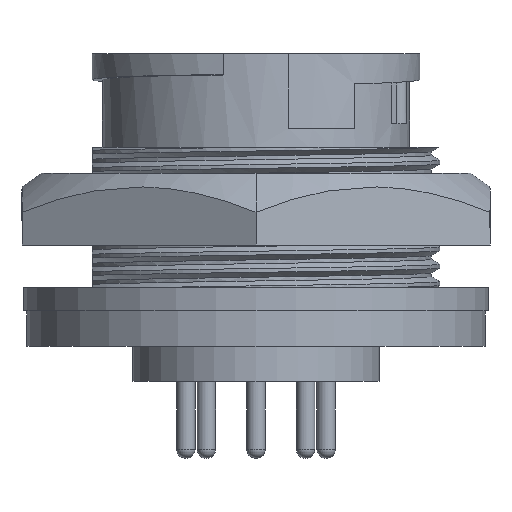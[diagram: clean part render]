
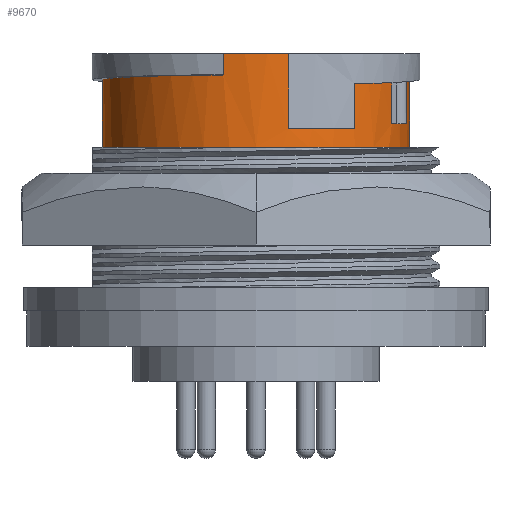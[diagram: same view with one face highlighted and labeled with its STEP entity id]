
A CAD part, front view. The second image highlights one B-rep face of the part: STEP entity #9670.
In plain terms, the highlighted cylindrical face has radius 8.331 mm (diameter 16.662 mm), a partial arc.
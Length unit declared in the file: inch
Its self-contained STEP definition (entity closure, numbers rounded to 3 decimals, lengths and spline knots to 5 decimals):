
#499 = DIRECTION ( 'NONE',  ( -1., 0., 0. ) ) ;
#507 = VERTEX_POINT ( 'NONE', #8084 ) ;
#638 = CIRCLE ( 'NONE', #14490, 0.328 ) ;
#1173 = DIRECTION ( 'NONE',  ( 0., 0., 1. ) ) ;
#1212 = AXIS2_PLACEMENT_3D ( 'NONE', #20056, #10284, #499 ) ;
#1653 = DIRECTION ( 'NONE',  ( 0., 0., 1. ) ) ;
#1831 = CARTESIAN_POINT ( 'NONE',  ( 0.30848, -0.11148, -0.0593 ) ) ;
#2073 = CARTESIAN_POINT ( 'NONE',  ( -0.22713, -0.28612, -0.04681 ) ) ;
#2695 = CARTESIAN_POINT ( 'NONE',  ( 0.07, -0.32044, 0. ) ) ;
#2750 = CARTESIAN_POINT ( 'NONE',  ( 0.21, -0.25196, -0.16 ) ) ;
#2751 = ORIENTED_EDGE ( 'NONE', *, *, #17070, .T. ) ;
#2804 = AXIS2_PLACEMENT_3D ( 'NONE', #9751, #6529, #21173 ) ;
#2819 = CARTESIAN_POINT ( 'NONE',  ( 0., 0., 0. ) ) ;
#2900 = ORIENTED_EDGE ( 'NONE', *, *, #15212, .F. ) ;
#2981 = EDGE_LOOP ( 'NONE', ( #9341, #2751, #18809, #5434, #13724, #8351, #15107, #8919, #15800, #7461, #11919, #11441, #19340, #2900 ) ) ;
#3034 = LINE ( 'NONE', #3581, #15605 ) ;
#3118 = VERTEX_POINT ( 'NONE', #5250 ) ;
#3581 = CARTESIAN_POINT ( 'NONE',  ( 0.328, 0., -0.2 ) ) ;
#3837 = DIRECTION ( 'NONE',  ( 0., 0., 1. ) ) ;
#3876 = VERTEX_POINT ( 'NONE', #7486 ) ;
#3916 = CARTESIAN_POINT ( 'NONE',  ( -0.07, -0.32044, -0.79679 ) ) ;
#4111 = VECTOR ( 'NONE', #1173, 39.37008 ) ;
#4118 = VERTEX_POINT ( 'NONE', #5332 ) ;
#4211 = VERTEX_POINT ( 'NONE', #1831 ) ;
#4311 = VERTEX_POINT ( 'NONE', #15078 ) ;
#4392 = DIRECTION ( 'NONE',  ( 0., 0., 1. ) ) ;
#4472 = DIRECTION ( 'NONE',  ( 1., 0., 0. ) ) ;
#4638 = VERTEX_POINT ( 'NONE', #12950 ) ;
#4848 = VECTOR ( 'NONE', #15378, 39.37008 ) ;
#5096 = VERTEX_POINT ( 'NONE', #5861 ) ;
#5166 = LINE ( 'NONE', #10980, #4111 ) ;
#5241 = DIRECTION ( 'NONE',  ( 0., 0., 1. ) ) ;
#5250 = CARTESIAN_POINT ( 'NONE',  ( -0.07, -0.32044, 0. ) ) ;
#5332 = CARTESIAN_POINT ( 'NONE',  ( -0.328, 0., -0.0558 ) ) ;
#5434 = ORIENTED_EDGE ( 'NONE', *, *, #13980, .F. ) ;
#5493 = LINE ( 'NONE', #6530, #17995 ) ;
#5861 = CARTESIAN_POINT ( 'NONE',  ( -0.328, 0., -0.2 ) ) ;
#5908 = EDGE_CURVE ( 'NONE', #3876, #4311, #10168, .T. ) ;
#6365 = CARTESIAN_POINT ( 'NONE',  ( 0.29051, -0.15228, -0.06059 ) ) ;
#6529 = DIRECTION ( 'NONE',  ( 0., 0., 1. ) ) ;
#6530 = CARTESIAN_POINT ( 'NONE',  ( 0.21, -0.25196, -0.15 ) ) ;
#6539 = VERTEX_POINT ( 'NONE', #9239 ) ;
#6641 = LINE ( 'NONE', #11069, #20190 ) ;
#7074 = VERTEX_POINT ( 'NONE', #2695 ) ;
#7461 = ORIENTED_EDGE ( 'NONE', *, *, #18851, .F. ) ;
#7486 = CARTESIAN_POINT ( 'NONE',  ( 0.21, -0.25196, -0.06372 ) ) ;
#7677 = AXIS2_PLACEMENT_3D ( 'NONE', #14208, #4392, #15864 ) ;
#7984 = LINE ( 'NONE', #13649, #21023 ) ;
#8084 = CARTESIAN_POINT ( 'NONE',  ( -0.07, -0.32044, -0.04573 ) ) ;
#8093 = VERTEX_POINT ( 'NONE', #9598 ) ;
#8229 = AXIS2_PLACEMENT_3D ( 'NONE', #19050, #9281, #20709 ) ;
#8351 = ORIENTED_EDGE ( 'NONE', *, *, #16610, .T. ) ;
#8516 = CARTESIAN_POINT ( 'NONE',  ( 0.07, -0.32044, -0.79679 ) ) ;
#8919 = ORIENTED_EDGE ( 'NONE', *, *, #5908, .F. ) ;
#9239 = CARTESIAN_POINT ( 'NONE',  ( 0.07, -0.32044, -0.16 ) ) ;
#9281 = DIRECTION ( 'NONE',  ( 0., 0., -1. ) ) ;
#9341 = ORIENTED_EDGE ( 'NONE', *, *, #20642, .F. ) ;
#9502 = CARTESIAN_POINT ( 'NONE',  ( 0.328, -0.03811, -0.057 ) ) ;
#9598 = CARTESIAN_POINT ( 'NONE',  ( 0.29051, -0.15228, -0.15 ) ) ;
#9670 = ADVANCED_FACE ( 'NONE', ( #10625 ), #14455, .T. ) ;
#9751 = CARTESIAN_POINT ( 'NONE',  ( 0., 0., -0.2 ) ) ;
#10167 = DIRECTION ( 'NONE',  ( 0., 0., 1. ) ) ;
#10168 =( BOUNDED_CURVE ( )  B_SPLINE_CURVE ( 3, ( #15733, #17366, #16140, #6365 ),
 .UNSPECIFIED., .F., .T. ) 
 B_SPLINE_CURVE_WITH_KNOTS ( ( 4, 4 ),
 ( 3.83641, 4.22958 ),
 .UNSPECIFIED. ) 
 CURVE ( )  GEOMETRIC_REPRESENTATION_ITEM ( )  RATIONAL_B_SPLINE_CURVE ( ( 1., 0.987, 0.987, 1. ) ) 
 REPRESENTATION_ITEM ( '' )  );
#10169 = CARTESIAN_POINT ( 'NONE',  ( -0.328, -0.16084, -0.05075 ) ) ;
#10235 = CARTESIAN_POINT ( 'NONE',  ( -0.328, 0., -0.0558 ) ) ;
#10284 = DIRECTION ( 'NONE',  ( 0., 0., 1. ) ) ;
#10572 = EDGE_CURVE ( 'NONE', #3118, #7074, #638, .T. ) ;
#10625 = FACE_OUTER_BOUND ( 'NONE', #2981, .T. ) ;
#10980 = CARTESIAN_POINT ( 'NONE',  ( 0.30848, -0.11148, -0.15 ) ) ;
#11069 = CARTESIAN_POINT ( 'NONE',  ( -0.328, 0., -0.2 ) ) ;
#11441 = ORIENTED_EDGE ( 'NONE', *, *, #10572, .F. ) ;
#11780 = EDGE_CURVE ( 'NONE', #18882, #3876, #5493, .T. ) ;
#11919 = ORIENTED_EDGE ( 'NONE', *, *, #12624, .T. ) ;
#12624 = EDGE_CURVE ( 'NONE', #6539, #7074, #17728, .T. ) ;
#12950 = CARTESIAN_POINT ( 'NONE',  ( 0.328, 0., -0.2 ) ) ;
#13358 = CIRCLE ( 'NONE', #8229, 0.328 ) ;
#13410 = VECTOR ( 'NONE', #10167, 39.37008 ) ;
#13519 = CARTESIAN_POINT ( 'NONE',  ( -0.07, -0.32044, -0.04573 ) ) ;
#13649 = CARTESIAN_POINT ( 'NONE',  ( 0.29051, -0.15228, -0.15 ) ) ;
#13724 = ORIENTED_EDGE ( 'NONE', *, *, #16791, .F. ) ;
#13794 = CARTESIAN_POINT ( 'NONE',  ( 0.30848, -0.11148, -0.15 ) ) ;
#13980 = EDGE_CURVE ( 'NONE', #4211, #17828, #14597, .T. ) ;
#14208 = CARTESIAN_POINT ( 'NONE',  ( 0., 0., -0.16 ) ) ;
#14291 = DIRECTION ( 'NONE',  ( 0., 0., 1. ) ) ;
#14455 = CYLINDRICAL_SURFACE ( 'NONE', #2804, 0.328 ) ;
#14490 = AXIS2_PLACEMENT_3D ( 'NONE', #2819, #14291, #4472 ) ;
#14597 =( BOUNDED_CURVE ( )  B_SPLINE_CURVE ( 3, ( #19140, #17648, #9502, #20943 ),
 .UNSPECIFIED., .F., .F. ) 
 B_SPLINE_CURVE_WITH_KNOTS ( ( 4, 4 ),
 ( 4.36561, 4.71239 ),
 .UNSPECIFIED. ) 
 CURVE ( )  GEOMETRIC_REPRESENTATION_ITEM ( )  RATIONAL_B_SPLINE_CURVE ( ( 1., 0.99, 0.99, 1. ) ) 
 REPRESENTATION_ITEM ( '' )  );
#15078 = CARTESIAN_POINT ( 'NONE',  ( 0.29051, -0.15228, -0.06059 ) ) ;
#15107 = ORIENTED_EDGE ( 'NONE', *, *, #15331, .T. ) ;
#15142 = CIRCLE ( 'NONE', #1212, 0.328 ) ;
#15212 = EDGE_CURVE ( 'NONE', #4118, #507, #19834, .T. ) ;
#15331 = EDGE_CURVE ( 'NONE', #8093, #4311, #7984, .T. ) ;
#15378 = DIRECTION ( 'NONE',  ( 0., 0., 1. ) ) ;
#15518 = VERTEX_POINT ( 'NONE', #13794 ) ;
#15605 = VECTOR ( 'NONE', #5241, 39.37008 ) ;
#15733 = CARTESIAN_POINT ( 'NONE',  ( 0.21, -0.25196, -0.06372 ) ) ;
#15800 = ORIENTED_EDGE ( 'NONE', *, *, #11780, .F. ) ;
#15864 = DIRECTION ( 'NONE',  ( -1., 0., 0. ) ) ;
#16140 = CARTESIAN_POINT ( 'NONE',  ( 0.27042, -0.1906, -0.06179 ) ) ;
#16470 = CARTESIAN_POINT ( 'NONE',  ( 0.328, 0., -0.0558 ) ) ;
#16610 = EDGE_CURVE ( 'NONE', #15518, #8093, #13358, .T. ) ;
#16791 = EDGE_CURVE ( 'NONE', #15518, #4211, #5166, .T. ) ;
#17070 = EDGE_CURVE ( 'NONE', #5096, #4638, #15142, .T. ) ;
#17366 = CARTESIAN_POINT ( 'NONE',  ( 0.24324, -0.22426, -0.06285 ) ) ;
#17367 = LINE ( 'NONE', #3916, #4848 ) ;
#17648 = CARTESIAN_POINT ( 'NONE',  ( 0.32143, -0.07564, -0.05818 ) ) ;
#17728 = LINE ( 'NONE', #8516, #13410 ) ;
#17828 = VERTEX_POINT ( 'NONE', #16470 ) ;
#17912 = CIRCLE ( 'NONE', #7677, 0.328 ) ;
#17995 = VECTOR ( 'NONE', #1653, 39.37008 ) ;
#18809 = ORIENTED_EDGE ( 'NONE', *, *, #19723, .T. ) ;
#18851 = EDGE_CURVE ( 'NONE', #6539, #18882, #17912, .T. ) ;
#18882 = VERTEX_POINT ( 'NONE', #2750 ) ;
#19050 = CARTESIAN_POINT ( 'NONE',  ( 0., 0., -0.15 ) ) ;
#19140 = CARTESIAN_POINT ( 'NONE',  ( 0.30848, -0.11148, -0.0593 ) ) ;
#19340 = ORIENTED_EDGE ( 'NONE', *, *, #20289, .F. ) ;
#19723 = EDGE_CURVE ( 'NONE', #4638, #17828, #3034, .T. ) ;
#19834 =( BOUNDED_CURVE ( )  B_SPLINE_CURVE ( 3, ( #10235, #10169, #2073, #13519 ),
 .UNSPECIFIED., .F., .F. ) 
 B_SPLINE_CURVE_WITH_KNOTS ( ( 4, 4 ),
 ( 4.71239, 6.06812 ),
 .UNSPECIFIED. ) 
 CURVE ( )  GEOMETRIC_REPRESENTATION_ITEM ( )  RATIONAL_B_SPLINE_CURVE ( ( 1., 0.853, 0.853, 1. ) ) 
 REPRESENTATION_ITEM ( '' )  );
#20056 = CARTESIAN_POINT ( 'NONE',  ( 0., 0., -0.2 ) ) ;
#20190 = VECTOR ( 'NONE', #20861, 39.37008 ) ;
#20289 = EDGE_CURVE ( 'NONE', #507, #3118, #17367, .T. ) ;
#20642 = EDGE_CURVE ( 'NONE', #5096, #4118, #6641, .T. ) ;
#20709 = DIRECTION ( 'NONE',  ( 1., 0., 0. ) ) ;
#20861 = DIRECTION ( 'NONE',  ( 0., 0., 1. ) ) ;
#20943 = CARTESIAN_POINT ( 'NONE',  ( 0.328, 0., -0.0558 ) ) ;
#21023 = VECTOR ( 'NONE', #3837, 39.37008 ) ;
#21173 = DIRECTION ( 'NONE',  ( 1., 0., 0. ) ) ;
